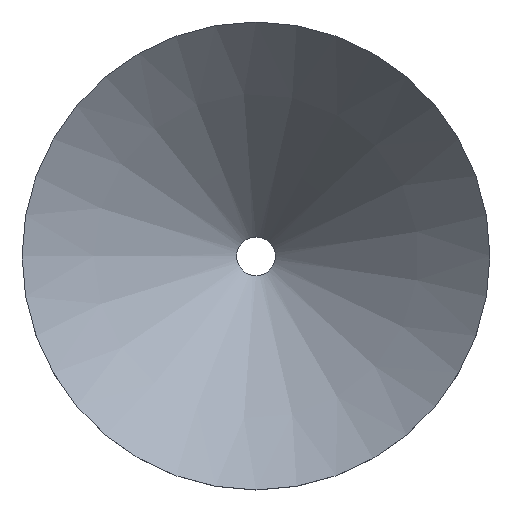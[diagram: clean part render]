
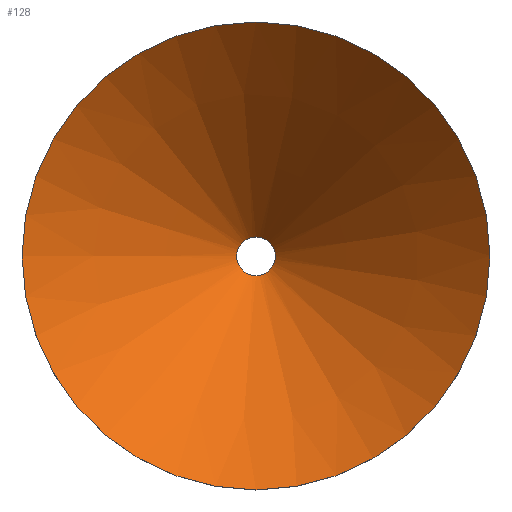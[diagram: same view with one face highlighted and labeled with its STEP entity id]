
A CAD part, top view. The second image highlights one B-rep face of the part: STEP entity #128.
In plain terms, the highlighted conical face has half-angle 45 degrees and reference radius 16.375 mm.
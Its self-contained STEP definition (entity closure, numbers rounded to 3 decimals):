
#22=LINE('',#231,#28);
#28=VECTOR('',#193,16.375);
#32=CONICAL_SURFACE('',#157,16.375,0.785);
#41=FACE_OUTER_BOUND('',#52,.T.);
#52=EDGE_LOOP('',(#106,#107,#108,#109));
#62=CIRCLE('',#156,30.25);
#63=CIRCLE('',#158,2.5);
#71=VERTEX_POINT('',#226);
#72=VERTEX_POINT('',#230);
#82=EDGE_CURVE('',#71,#71,#62,.T.);
#84=EDGE_CURVE('',#71,#72,#22,.T.);
#85=EDGE_CURVE('',#72,#72,#63,.T.);
#106=ORIENTED_EDGE('',*,*,#82,.T.);
#107=ORIENTED_EDGE('',*,*,#84,.T.);
#108=ORIENTED_EDGE('',*,*,#85,.F.);
#109=ORIENTED_EDGE('',*,*,#84,.F.);
#128=ADVANCED_FACE('',(#41),#32,.F.);
#156=AXIS2_PLACEMENT_3D('',#227,#188,#189);
#157=AXIS2_PLACEMENT_3D('',#229,#191,#192);
#158=AXIS2_PLACEMENT_3D('',#232,#194,#195);
#188=DIRECTION('center_axis',(0.,0.,1.));
#189=DIRECTION('ref_axis',(1.,0.,0.));
#191=DIRECTION('center_axis',(0.,0.,1.));
#192=DIRECTION('ref_axis',(1.,0.,0.));
#193=DIRECTION('',(0.707,0.,-0.707));
#194=DIRECTION('center_axis',(0.,0.,1.));
#195=DIRECTION('ref_axis',(1.,0.,0.));
#226=CARTESIAN_POINT('',(-30.25,0.,32.75));
#227=CARTESIAN_POINT('Origin',(0.,0.,32.75));
#229=CARTESIAN_POINT('Origin',(0.,0.,18.875));
#230=CARTESIAN_POINT('',(-2.5,0.,5.));
#231=CARTESIAN_POINT('',(-16.375,0.,18.875));
#232=CARTESIAN_POINT('Origin',(0.,0.,5.));
